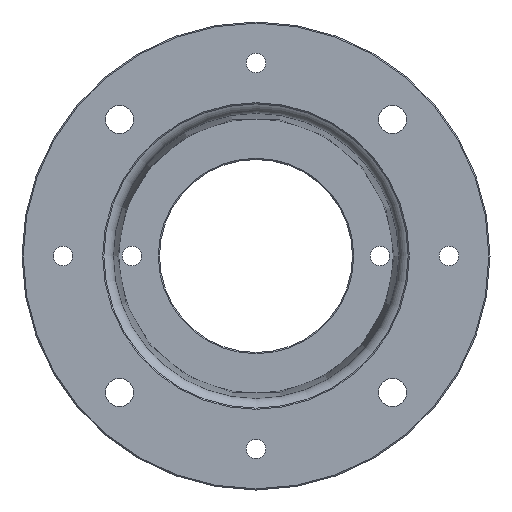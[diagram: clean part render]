
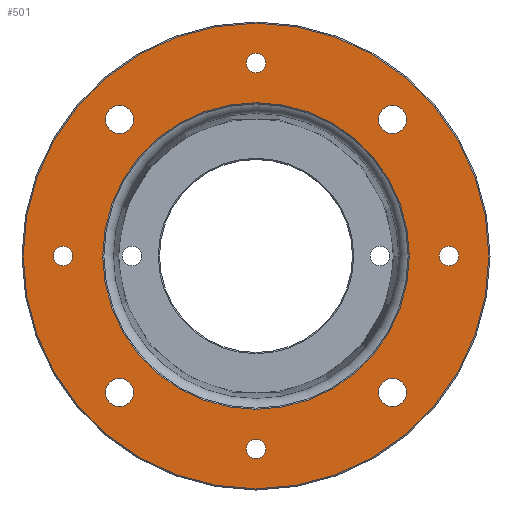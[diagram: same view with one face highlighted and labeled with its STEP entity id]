
A CAD part, front view. The second image highlights one B-rep face of the part: STEP entity #501.
In plain terms, the highlighted planar face has unit normal (0, -1, 0).
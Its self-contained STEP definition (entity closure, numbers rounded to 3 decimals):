
#40=FACE_BOUND('',#116,.T.);
#41=FACE_BOUND('',#117,.T.);
#42=FACE_BOUND('',#118,.T.);
#43=FACE_BOUND('',#119,.T.);
#44=FACE_BOUND('',#120,.T.);
#45=FACE_BOUND('',#121,.T.);
#46=FACE_BOUND('',#122,.T.);
#47=FACE_BOUND('',#123,.T.);
#48=FACE_BOUND('',#124,.T.);
#52=PLANE('',#581);
#73=FACE_OUTER_BOUND('',#115,.T.);
#115=EDGE_LOOP('',(#403));
#116=EDGE_LOOP('',(#404));
#117=EDGE_LOOP('',(#405));
#118=EDGE_LOOP('',(#406));
#119=EDGE_LOOP('',(#407));
#120=EDGE_LOOP('',(#408));
#121=EDGE_LOOP('',(#409));
#122=EDGE_LOOP('',(#410));
#123=EDGE_LOOP('',(#411));
#124=EDGE_LOOP('',(#412));
#178=CIRCLE('',#539,4.188);
#180=CIRCLE('',#542,4.188);
#182=CIRCLE('',#545,4.188);
#184=CIRCLE('',#548,4.188);
#207=CIRCLE('',#580,99.5);
#208=CIRCLE('',#582,65.5);
#209=CIRCLE('',#583,6.);
#210=CIRCLE('',#584,6.);
#211=CIRCLE('',#585,6.);
#212=CIRCLE('',#586,6.);
#226=VERTEX_POINT('',#787);
#228=VERTEX_POINT('',#793);
#230=VERTEX_POINT('',#799);
#232=VERTEX_POINT('',#805);
#255=VERTEX_POINT('',#866);
#256=VERTEX_POINT('',#870);
#257=VERTEX_POINT('',#872);
#258=VERTEX_POINT('',#874);
#259=VERTEX_POINT('',#876);
#260=VERTEX_POINT('',#878);
#271=EDGE_CURVE('',#226,#226,#178,.T.);
#274=EDGE_CURVE('',#228,#228,#180,.T.);
#277=EDGE_CURVE('',#230,#230,#182,.T.);
#280=EDGE_CURVE('',#232,#232,#184,.T.);
#310=EDGE_CURVE('',#255,#255,#207,.T.);
#311=EDGE_CURVE('',#256,#256,#208,.T.);
#312=EDGE_CURVE('',#257,#257,#209,.T.);
#313=EDGE_CURVE('',#258,#258,#210,.T.);
#314=EDGE_CURVE('',#259,#259,#211,.T.);
#315=EDGE_CURVE('',#260,#260,#212,.T.);
#403=ORIENTED_EDGE('',*,*,#310,.F.);
#404=ORIENTED_EDGE('',*,*,#271,.T.);
#405=ORIENTED_EDGE('',*,*,#274,.T.);
#406=ORIENTED_EDGE('',*,*,#277,.T.);
#407=ORIENTED_EDGE('',*,*,#280,.T.);
#408=ORIENTED_EDGE('',*,*,#311,.F.);
#409=ORIENTED_EDGE('',*,*,#312,.T.);
#410=ORIENTED_EDGE('',*,*,#313,.T.);
#411=ORIENTED_EDGE('',*,*,#314,.T.);
#412=ORIENTED_EDGE('',*,*,#315,.T.);
#501=ADVANCED_FACE('',(#73,#40,#41,#42,#43,#44,#45,#46,#47,#48),#52,.T.);
#539=AXIS2_PLACEMENT_3D('',#788,#617,#618);
#542=AXIS2_PLACEMENT_3D('',#794,#624,#625);
#545=AXIS2_PLACEMENT_3D('',#800,#631,#632);
#548=AXIS2_PLACEMENT_3D('',#806,#638,#639);
#580=AXIS2_PLACEMENT_3D('',#868,#709,#710);
#581=AXIS2_PLACEMENT_3D('',#869,#711,#712);
#582=AXIS2_PLACEMENT_3D('',#871,#713,#714);
#583=AXIS2_PLACEMENT_3D('',#873,#715,#716);
#584=AXIS2_PLACEMENT_3D('',#875,#717,#718);
#585=AXIS2_PLACEMENT_3D('',#877,#719,#720);
#586=AXIS2_PLACEMENT_3D('',#879,#721,#722);
#617=DIRECTION('center_axis',(0.,1.,0.));
#618=DIRECTION('ref_axis',(0.,0.,
1.));
#624=DIRECTION('center_axis',(0.,1.,0.));
#625=DIRECTION('ref_axis',(-1.,0.,0.));
#631=DIRECTION('center_axis',(0.,1.,0.));
#632=DIRECTION('ref_axis',(0.,0.,-1.));
#638=DIRECTION('center_axis',(0.,1.,0.));
#639=DIRECTION('ref_axis',(1.,0.,0.));
#709=DIRECTION('center_axis',(0.,1.,0.));
#710=DIRECTION('ref_axis',(1.,0.,0.));
#711=DIRECTION('center_axis',(0.,-1.,0.));
#712=DIRECTION('ref_axis',(0.,0.,-1.));
#713=DIRECTION('center_axis',(0.,-1.,0.));
#714=DIRECTION('ref_axis',(1.,0.,0.));
#715=DIRECTION('center_axis',(0.,1.,0.));
#716=DIRECTION('ref_axis',(0.,0.,
1.));
#717=DIRECTION('center_axis',(0.,1.,0.));
#718=DIRECTION('ref_axis',(-1.,0.,0.));
#719=DIRECTION('center_axis',(0.,1.,0.));
#720=DIRECTION('ref_axis',(0.,0.,-1.));
#721=DIRECTION('center_axis',(0.,1.,0.));
#722=DIRECTION('ref_axis',(1.,0.,0.));
#787=CARTESIAN_POINT('',(-82.5,-63.,-4.188));
#788=CARTESIAN_POINT('Origin',(-82.5,-63.,0.));
#793=CARTESIAN_POINT('',(4.188,-63.,-82.5));
#794=CARTESIAN_POINT('Origin',(0.,-63.,-82.5));
#799=CARTESIAN_POINT('',(82.5,-63.,4.188));
#800=CARTESIAN_POINT('Origin',(82.5,-63.,0.));
#805=CARTESIAN_POINT('',(-4.188,-63.,82.5));
#806=CARTESIAN_POINT('Origin',(0.,-63.,82.5));
#866=CARTESIAN_POINT('',(-99.5,-63.,0.));
#868=CARTESIAN_POINT('Origin',(0.,-63.,0.));
#869=CARTESIAN_POINT('Origin',(-82.5,-63.,0.));
#870=CARTESIAN_POINT('',(-65.5,-63.,0.));
#871=CARTESIAN_POINT('Origin',(0.,-63.,0.));
#872=CARTESIAN_POINT('',(58.336,-63.,52.336));
#873=CARTESIAN_POINT('Origin',(58.336,-63.,58.336));
#874=CARTESIAN_POINT('',(-52.336,-63.,58.336));
#875=CARTESIAN_POINT('Origin',(-58.336,-63.,58.336));
#876=CARTESIAN_POINT('',(-58.336,-63.,-52.336));
#877=CARTESIAN_POINT('Origin',(-58.336,-63.,-58.336));
#878=CARTESIAN_POINT('',(52.336,-63.,-58.336));
#879=CARTESIAN_POINT('Origin',(58.336,-63.,-58.336));
